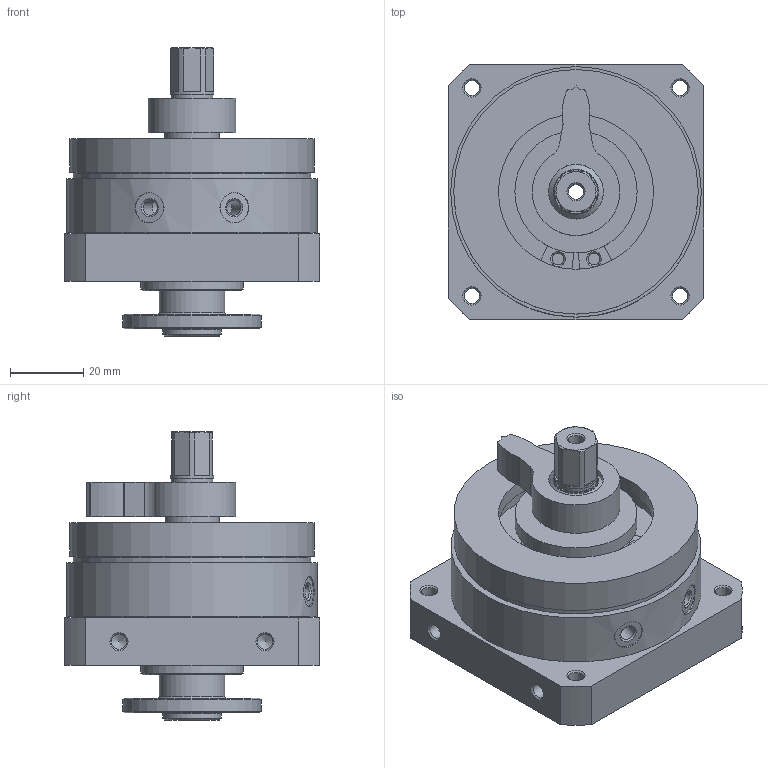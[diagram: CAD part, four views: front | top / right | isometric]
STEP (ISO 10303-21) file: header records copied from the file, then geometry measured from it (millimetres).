
FILE_DESCRIPTION(/* description */ ('STEP AP214'),/* implementation_level */ '2;1');
FILE_NAME(/* name */ '547597_DSM-16-270-FW-A-B',/* time_stamp */ '2024-08-21T18:15:39+02:00',/* author */ ('License CC BY-ND 4.0'),/* organization */ ('CADENAS'),/* preprocessor_version */ 'ST-DEVELOPER v19.3',/* originating_system */ 'PARTsolutions',/* authorisation */ ' ');
FILE_SCHEMA (('AUTOMOTIVE_DESIGN {1 0 10303 214 3 1 1}'));
Length unit declared in the file: millimetre
Products named in the file (4): 547597 DSM-16-270-FW-A-B--(0); 547597 DSM-16-270-FW-A-B_G---(B); 342621 DSM-16_NS; 547597 DSM-16-270-FW-A-B_K---(B)
Assembly tree (4 placements, depth 2):
  547597 DSM-16-270-FW-A-B--(0)
    547597 DSM-16-270-FW-A-B_G---(B)
    342621 DSM-16_NS  x2
    547597 DSM-16-270-FW-A-B_K---(B)
Bounding box: 70 x 70 x 79 mm (x, y, z)
Volume: 159134.5 mm3; surface area: 39221.4 mm2
Topology: 4 solids, 4 shells, 200 faces, 454 edges, 284 vertices
Faces by surface type: cylinder 73, plane 66, cone 58, torus 3
Full cylindrical faces by diameter (mm): 3.242 x6, 4.134 x14, 4.2 x1, 4.5 x4, 8.3 x2, 11.5 x1, 12 x2, 15 x3, 16 x1, 18 x2, 28 x1, 29 x1, 33.5 x1, 38 x1, 42.5 x1, 47 x1, 54 x1, 65 x1, 67 x1, 68.65 x1
Entity records: 4811 total; most frequent: DIRECTION 869, CARTESIAN_POINT 813, ORIENTED_EDGE 612, AXIS2_PLACEMENT_3D 387, FACE_BOUND 345, EDGE_LOOP 337, EDGE_CURVE 306, VERTEX_POINT 253
